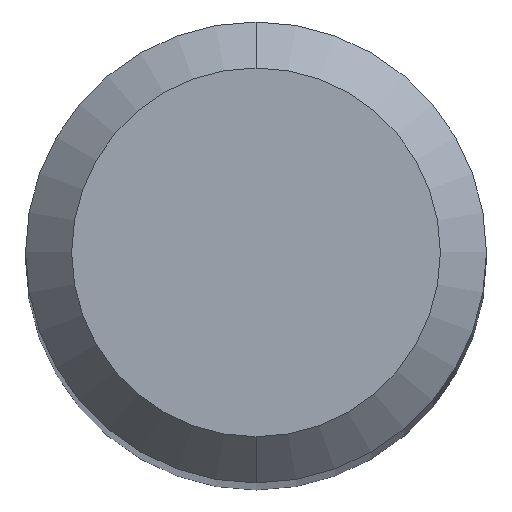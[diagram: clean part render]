
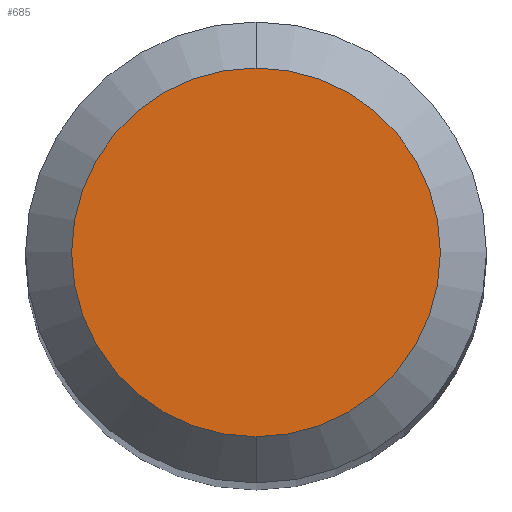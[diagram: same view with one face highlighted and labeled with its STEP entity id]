
A CAD part, top view. The second image highlights one B-rep face of the part: STEP entity #685.
In plain terms, the highlighted planar face has unit normal (0, 0, 1).
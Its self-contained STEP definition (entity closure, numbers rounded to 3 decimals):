
#319=VERTEX_POINT('',#907);
#575=EDGE_CURVE('',#319,#805,#1185,.T.);
#591=EDGE_CURVE('',#805,#319,#1204,.T.);
#685=ADVANCED_FACE('',(#1311),#1312,.T.);
#805=VERTEX_POINT('',#1439);
#907=CARTESIAN_POINT('',(0.,-1.2,0.0));
#1185=CIRCLE('',#2972,1.2);
#1204=CIRCLE('',#3013,1.2);
#1311=FACE_OUTER_BOUND('',#3619,.T.);
#1312=PLANE('',#3620);
#1439=CARTESIAN_POINT('',(0.0,1.2,0.0));
#2972=AXIS2_PLACEMENT_3D('',#4723,#4724,#4725);
#3013=AXIS2_PLACEMENT_3D('',#4759,#4760,#4761);
#3619=EDGE_LOOP('',(#4921,#4922));
#3620=AXIS2_PLACEMENT_3D('',#4923,#4924,#4925);
#4723=CARTESIAN_POINT('',(0.0,0.0,0.0));
#4724=DIRECTION('',(0.0,0.0,-1.0));
#4725=DIRECTION('',(0.0,1.0,0.0));
#4759=CARTESIAN_POINT('',(0.0,0.0,0.0));
#4760=DIRECTION('',(0.0,0.0,-1.0));
#4761=DIRECTION('',(0.0,1.0,0.0));
#4921=ORIENTED_EDGE('',*,*,#591,.F.);
#4922=ORIENTED_EDGE('',*,*,#575,.F.);
#4923=CARTESIAN_POINT('',(0.0,0.6,0.0));
#4924=DIRECTION('',(-0.0,0.0,1.0));
#4925=DIRECTION('',(0.0,-1.0,0.0));
